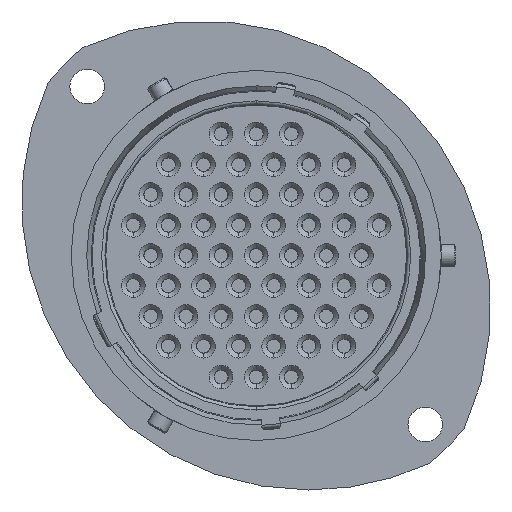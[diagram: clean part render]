
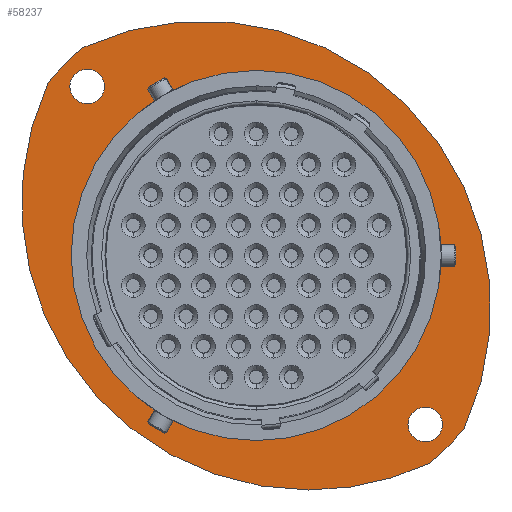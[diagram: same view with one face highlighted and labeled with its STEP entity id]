
A CAD part, left-side view. The second image highlights one B-rep face of the part: STEP entity #58237.
In plain terms, the highlighted planar face has unit normal (-1, 0, 0).
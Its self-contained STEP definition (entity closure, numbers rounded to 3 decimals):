
#1131 = AXIS2_PLACEMENT_3D ( 'NONE', #38508, #71061, #58851 ) ;
#1468 = AXIS2_PLACEMENT_3D ( 'NONE', #33816, #19455, #46000 ) ;
#2207 = DIRECTION ( 'NONE',  ( 0., 0., -1. ) ) ;
#2284 = FACE_OUTER_BOUND ( 'NONE', #76938, .T. ) ;
#2711 = FACE_BOUND ( 'NONE', #74399, .T. ) ;
#3888 = CARTESIAN_POINT ( 'NONE',  ( 78.89, 12.119, -50.621 ) ) ;
#4159 = VERTEX_POINT ( 'NONE', #9651 ) ;
#4964 = VERTEX_POINT ( 'NONE', #77739 ) ;
#6949 = CARTESIAN_POINT ( 'NONE',  ( 78.89, -3.774, -68.138 ) ) ;
#8624 = ORIENTED_EDGE ( 'NONE', *, *, #45151, .F. ) ;
#8699 = EDGE_LOOP ( 'NONE', ( #23241, #69979 ) ) ;
#9651 = CARTESIAN_POINT ( 'NONE',  ( 78.89, 12.119, -68.026 ) ) ;
#10874 = VERTEX_POINT ( 'NONE', #72073 ) ;
#11784 = AXIS2_PLACEMENT_3D ( 'NONE', #50683, #82810, #17659 ) ;
#11985 = VERTEX_POINT ( 'NONE', #49266 ) ;
#13370 = ORIENTED_EDGE ( 'NONE', *, *, #17883, .T. ) ;
#14271 = CARTESIAN_POINT ( 'NONE',  ( 78.89, 28.011, -34.729 ) ) ;
#14686 = ORIENTED_EDGE ( 'NONE', *, *, #51643, .T. ) ;
#14719 = CARTESIAN_POINT ( 'NONE',  ( 78.89, 7.169, -72.671 ) ) ;
#15290 = FACE_BOUND ( 'NONE', #8699, .T. ) ;
#15780 = EDGE_CURVE ( 'NONE', #4159, #10874, #60324, .T. ) ;
#16741 = CARTESIAN_POINT ( 'NONE',  ( 78.89, 31.672, -34.33 ) ) ;
#17659 = DIRECTION ( 'NONE',  ( 0., 0., 1. ) ) ;
#17883 = EDGE_CURVE ( 'NONE', #45017, #4964, #44549, .T. ) ;
#18141 = EDGE_CURVE ( 'NONE', #39348, #31103, #43160, .T. ) ;
#19455 = DIRECTION ( 'NONE',  ( -1., 0., 0. ) ) ;
#20124 = EDGE_CURVE ( 'NONE', #31103, #39348, #25631, .T. ) ;
#21878 = ORIENTED_EDGE ( 'NONE', *, *, #32381, .T. ) ;
#22264 = DIRECTION ( 'NONE',  ( 0., 0., -1. ) ) ;
#23241 = ORIENTED_EDGE ( 'NONE', *, *, #20124, .F. ) ;
#23443 = DIRECTION ( 'NONE',  ( 0., 0., -1. ) ) ;
#23634 = ORIENTED_EDGE ( 'NONE', *, *, #15780, .F. ) ;
#24048 = VERTEX_POINT ( 'NONE', #33035 ) ;
#25631 = CIRCLE ( 'NONE', #58782, 1.625 ) ;
#25669 = ORIENTED_EDGE ( 'NONE', *, *, #33791, .T. ) ;
#26037 = AXIS2_PLACEMENT_3D ( 'NONE', #56625, #77492, #30698 ) ;
#27226 = ORIENTED_EDGE ( 'NONE', *, *, #63073, .F. ) ;
#27826 = DIRECTION ( 'NONE',  ( -1., 0., 0. ) ) ;
#27982 = DIRECTION ( 'NONE',  ( 1., 0., 0. ) ) ;
#28223 = CIRCLE ( 'NONE', #76748, 1.625 ) ;
#28370 = DIRECTION ( 'NONE',  ( -1., 0., 0. ) ) ;
#29170 = DIRECTION ( 'NONE',  ( -1., 0., 0. ) ) ;
#29272 = DIRECTION ( 'NONE',  ( 0., 0., -1. ) ) ;
#30040 = CARTESIAN_POINT ( 'NONE',  ( 78.89, 12.119, -50.621 ) ) ;
#30499 = DIRECTION ( 'NONE',  ( 0., 0., 1. ) ) ;
#30698 = DIRECTION ( 'NONE',  ( 0., 0., -1. ) ) ;
#31103 = VERTEX_POINT ( 'NONE', #6949 ) ;
#32381 = EDGE_CURVE ( 'NONE', #4964, #11985, #70438, .T. ) ;
#33035 = CARTESIAN_POINT ( 'NONE',  ( 78.89, 28.011, -36.354 ) ) ;
#33099 = CIRCLE ( 'NONE', #74653, 17.405 ) ;
#33791 = EDGE_CURVE ( 'NONE', #11985, #44171, #37439, .T. ) ;
#33816 = CARTESIAN_POINT ( 'NONE',  ( 78.89, 7.169, -45.671 ) ) ;
#34069 = FACE_BOUND ( 'NONE', #55637, .T. ) ;
#35535 = CARTESIAN_POINT ( 'NONE',  ( 78.89, -3.774, -64.888 ) ) ;
#35922 = VERTEX_POINT ( 'NONE', #44967 ) ;
#37439 = CIRCLE ( 'NONE', #59564, 27. ) ;
#38264 = AXIS2_PLACEMENT_3D ( 'NONE', #67417, #27982, #22264 ) ;
#38508 = CARTESIAN_POINT ( 'NONE',  ( 78.89, 12.119, -50.621 ) ) ;
#38668 = DIRECTION ( 'NONE',  ( -1., 0., 0. ) ) ;
#39185 = DIRECTION ( 'NONE',  ( -1., 0., 0. ) ) ;
#39348 = VERTEX_POINT ( 'NONE', #35535 ) ;
#40758 = VERTEX_POINT ( 'NONE', #16741 ) ;
#41004 = PLANE ( 'NONE',  #38264 ) ;
#43160 = CIRCLE ( 'NONE', #54210, 1.625 ) ;
#43733 = ORIENTED_EDGE ( 'NONE', *, *, #69714, .F. ) ;
#43882 = AXIS2_PLACEMENT_3D ( 'NONE', #30040, #29170, #82051 ) ;
#44171 = VERTEX_POINT ( 'NONE', #52317 ) ;
#44549 = CIRCLE ( 'NONE', #1468, 27. ) ;
#44967 = CARTESIAN_POINT ( 'NONE',  ( 78.89, 28.011, -33.104 ) ) ;
#45017 = VERTEX_POINT ( 'NONE', #14719 ) ;
#45151 = EDGE_CURVE ( 'NONE', #24048, #35922, #28223, .T. ) ;
#45700 = CARTESIAN_POINT ( 'NONE',  ( 78.89, 17.068, -55.571 ) ) ;
#46000 = DIRECTION ( 'NONE',  ( 0., 0., -1. ) ) ;
#48701 = DIRECTION ( 'NONE',  ( -1., 0., 0. ) ) ;
#49054 = DIRECTION ( 'NONE',  ( -1., 0., 0. ) ) ;
#49266 = CARTESIAN_POINT ( 'NONE',  ( 78.89, -7.435, -66.911 ) ) ;
#50683 = CARTESIAN_POINT ( 'NONE',  ( 78.89, 12.119, -50.621 ) ) ;
#51053 = EDGE_CURVE ( 'NONE', #44171, #40758, #81268, .T. ) ;
#51643 = EDGE_CURVE ( 'NONE', #40758, #45017, #67534, .T. ) ;
#52317 = CARTESIAN_POINT ( 'NONE',  ( 78.89, 28.409, -31.068 ) ) ;
#54210 = AXIS2_PLACEMENT_3D ( 'NONE', #75658, #28370, #29272 ) ;
#54243 = DIRECTION ( 'NONE',  ( 0., 0., -1. ) ) ;
#54763 = CARTESIAN_POINT ( 'NONE',  ( 78.89, -3.774, -66.513 ) ) ;
#55637 = EDGE_LOOP ( 'NONE', ( #43733, #23634 ) ) ;
#56625 = CARTESIAN_POINT ( 'NONE',  ( 78.89, 7.169, -45.671 ) ) ;
#58237 = ADVANCED_FACE ( 'NONE', ( #15290, #2711, #34069, #2284 ), #41004, .F. ) ;
#58718 = AXIS2_PLACEMENT_3D ( 'NONE', #14271, #27826, #54243 ) ;
#58782 = AXIS2_PLACEMENT_3D ( 'NONE', #54763, #48701, #2207 ) ;
#58851 = DIRECTION ( 'NONE',  ( 0., 0., 1. ) ) ;
#59564 = AXIS2_PLACEMENT_3D ( 'NONE', #45700, #39185, #65577 ) ;
#60324 = CIRCLE ( 'NONE', #11784, 17.405 ) ;
#63073 = EDGE_CURVE ( 'NONE', #35922, #24048, #80910, .T. ) ;
#65577 = DIRECTION ( 'NONE',  ( 0., 0., -1. ) ) ;
#66741 = ORIENTED_EDGE ( 'NONE', *, *, #51053, .T. ) ;
#67417 = CARTESIAN_POINT ( 'NONE',  ( 78.89, 29.524, -50.621 ) ) ;
#67534 = CIRCLE ( 'NONE', #26037, 27. ) ;
#69714 = EDGE_CURVE ( 'NONE', #10874, #4159, #33099, .T. ) ;
#69979 = ORIENTED_EDGE ( 'NONE', *, *, #18141, .F. ) ;
#70438 = CIRCLE ( 'NONE', #1131, 25.45 ) ;
#71061 = DIRECTION ( 'NONE',  ( -1., 0., 0. ) ) ;
#72073 = CARTESIAN_POINT ( 'NONE',  ( 78.89, 12.119, -33.216 ) ) ;
#74399 = EDGE_LOOP ( 'NONE', ( #8624, #27226 ) ) ;
#74653 = AXIS2_PLACEMENT_3D ( 'NONE', #3888, #38668, #30499 ) ;
#75658 = CARTESIAN_POINT ( 'NONE',  ( 78.89, -3.774, -66.513 ) ) ;
#76748 = AXIS2_PLACEMENT_3D ( 'NONE', #82887, #49054, #23443 ) ;
#76938 = EDGE_LOOP ( 'NONE', ( #14686, #13370, #21878, #25669, #66741 ) ) ;
#77492 = DIRECTION ( 'NONE',  ( -1., 0., 0. ) ) ;
#77739 = CARTESIAN_POINT ( 'NONE',  ( 78.89, -4.172, -70.174 ) ) ;
#80910 = CIRCLE ( 'NONE', #58718, 1.625 ) ;
#81268 = CIRCLE ( 'NONE', #43882, 25.45 ) ;
#82051 = DIRECTION ( 'NONE',  ( 0., 0., 1. ) ) ;
#82810 = DIRECTION ( 'NONE',  ( -1., 0., 0. ) ) ;
#82887 = CARTESIAN_POINT ( 'NONE',  ( 78.89, 28.011, -34.729 ) ) ;
